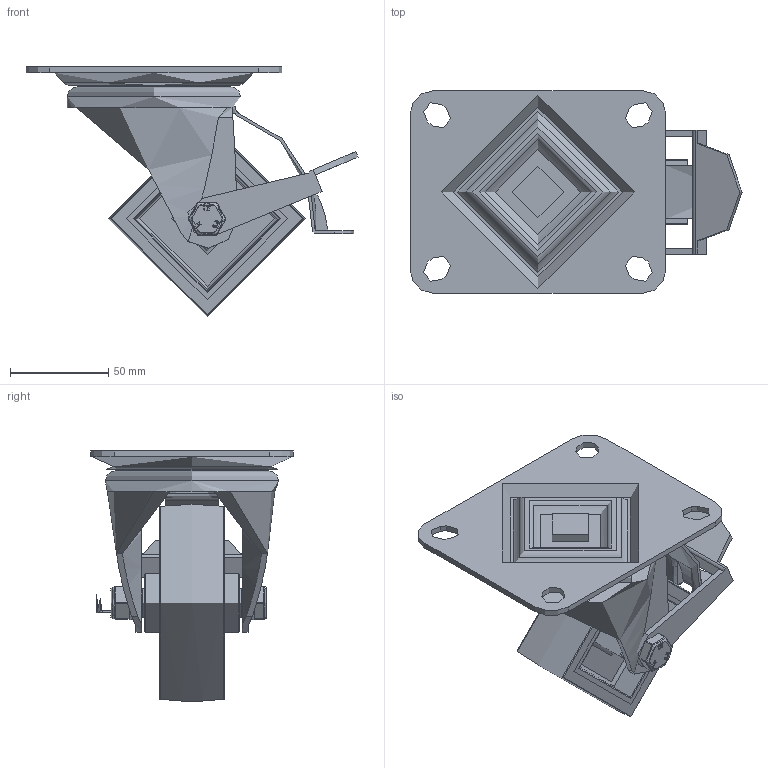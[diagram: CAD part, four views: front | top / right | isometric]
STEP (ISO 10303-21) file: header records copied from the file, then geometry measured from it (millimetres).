
FILE_DESCRIPTION(/* description */ (''),/* implementation_level */ '2;1');
FILE_NAME(/* name */ 'BZH100NPLPBR.step',/* time_stamp */ '2024-05-09T12:09:48+01:00',/* author */ (''),/* organization */ (''),/* preprocessor_version */ 'ST-DEVELOPER v20',/* originating_system */ 'Autodesk Translation Framework v12.20.1.177',/* authorisation */ '');
FILE_SCHEMA (('AUTOMOTIVE_DESIGN { 1 0 10303 214 3 1 1 }'));
Length unit declared in the file: millimetre
Products named in the file (18): BZH100NPLPBR; BZH100ASBRLP v1; ZINC PLATED, PRESSED STEEL TOP PLATE; ZINC PLATED, PRESSED STEEL FORKS; ZINC PLATED, PRESSED STEEL BRAKE; BRAKE PEDAL; BRAKE; BZH100WNP61 v1; POLYURETHANE TYRE; NYLON RIM; TUBEM15X50 v1; ZINC PLATED AXLE TUBE; BOLTM10X80Z8.8 v2; ZINC PLATED STEEL BOLT; NYLOCM10Z v1; NYLOC NUT; RUBBER; NUT
Assembly tree (17 placements, depth 4):
  BZH100NPLPBR
    BZH100ASBRLP v1
      ZINC PLATED, PRESSED STEEL TOP PLATE
      ZINC PLATED, PRESSED STEEL FORKS
      ZINC PLATED, PRESSED STEEL BRAKE
        BRAKE PEDAL
        BRAKE
    BZH100WNP61 v1
      POLYURETHANE TYRE
      NYLON RIM
    TUBEM15X50 v1
      ZINC PLATED AXLE TUBE
    BOLTM10X80Z8.8 v2
      ZINC PLATED STEEL BOLT
    NYLOCM10Z v1
      NYLOC NUT
        RUBBER
        NUT
Bounding box: 168.66 x 103 x 127.03 mm (x, y, z)
Volume: 284033.4 mm3; surface area: 139207.1 mm2
Topology: 10 solids, 10 shells, 401 faces, 961 edges, 606 vertices
Faces by surface type: plane 148, cylinder 146, bspline 51, torus 29, sphere 20, cone 7
Full cylindrical faces by diameter (mm): 8.141 x18, 9.85 x19, 10 x3, 10.5 x5, 12 x2, 15 x1, 15.4 x1, 16 x2, 26 x1, 28 x1, 30 x3, 36 x1, 82 x3, 88 x1
Entity records: 19314 total; most frequent: CARTESIAN_POINT 9694, ORIENTED_EDGE 1918, DIRECTION 1896, EDGE_CURVE 959, AXIS2_PLACEMENT_3D 732, VERTEX_POINT 606, EDGE_LOOP 457, LINE 432
